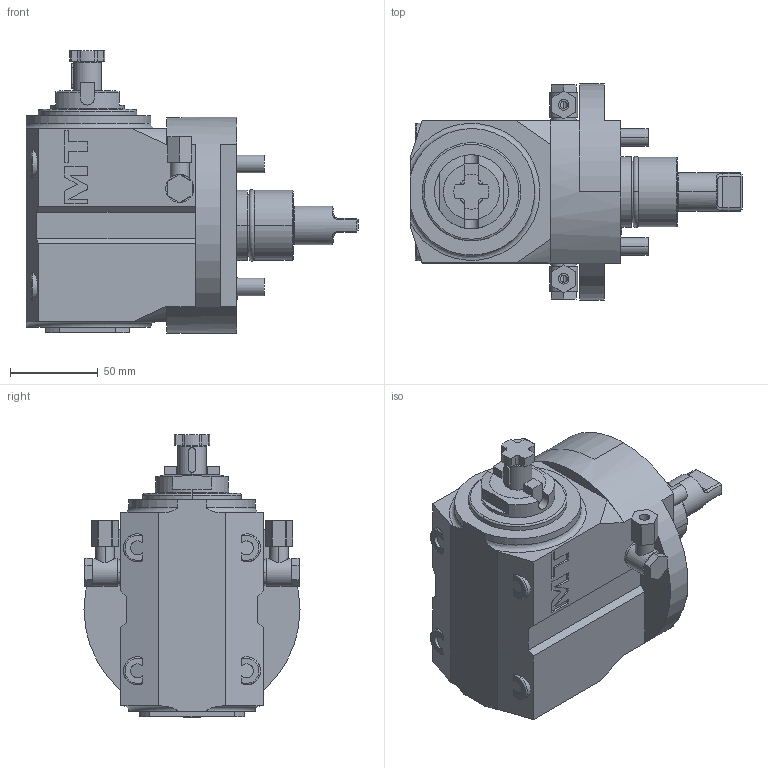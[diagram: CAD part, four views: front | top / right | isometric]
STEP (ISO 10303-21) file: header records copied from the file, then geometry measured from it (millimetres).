
FILE_DESCRIPTION((''),'2;1');
FILE_NAME('MNZ0351617_CONF','2023-02-23T08:23:16',('sterribile'),('M.T. srl'),'CREO PARAMETRIC BY PTC INC, 2021072','CREO PARAMETRIC BY PTC INC, 2021072','');
FILE_SCHEMA(('CONFIG_CONTROL_DESIGN'));
Length unit declared in the file: millimetre
Products named in the file (1): MNZ0351617_CONF
Bounding box: 189 x 123 x 161 mm (x, y, z)
Volume: 1234114 mm3; surface area: 92561.9 mm2
Topology: 1 solids, 1 shells, 421 faces, 1040 edges, 664 vertices
Faces by surface type: plane 246, cylinder 119, cone 34, torus 14, extrusion 4, bspline 4
Entity records: 14158 total; most frequent: CARTESIAN_POINT 4062, DIRECTION 2091, ORIENTED_EDGE 2080, EDGE_CURVE 1040, AXIS2_PLACEMENT_3D 730, VERTEX_POINT 664, VECTOR 631, LINE 627
